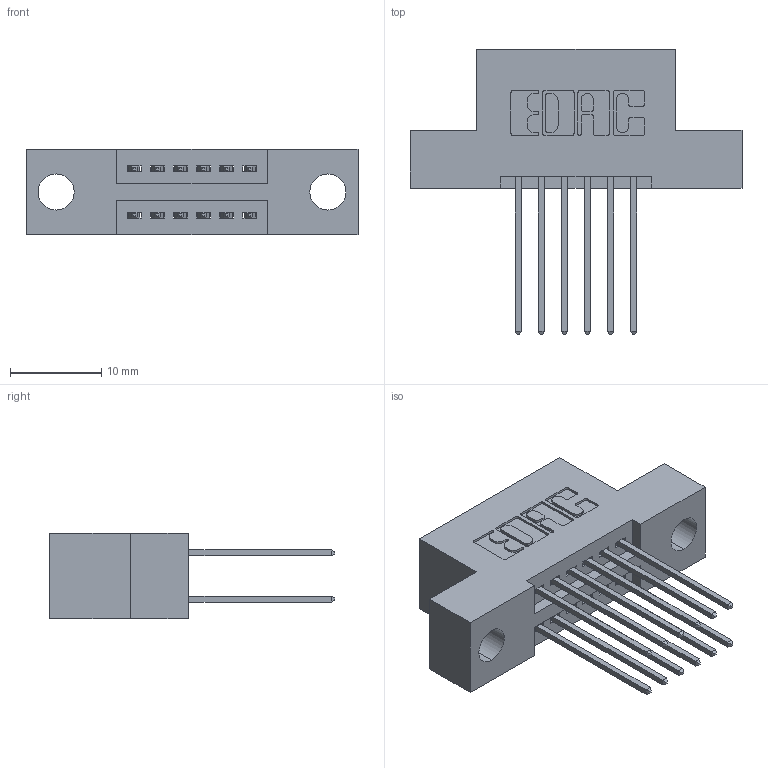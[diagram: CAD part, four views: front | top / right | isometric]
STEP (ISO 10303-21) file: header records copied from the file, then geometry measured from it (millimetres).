
FILE_DESCRIPTION (( 'STEP AP203' ), '1' );
FILE_NAME ('395-012-542-204.STEP', '2021-06-14T17:41:26', ( '' ), ( '' ), 'SwSTEP 2.0', 'SolidWorks 2020', '' );
FILE_SCHEMA (( 'CONFIG_CONTROL_DESIGN' ));
Length unit declared in the file: inch
Products named in the file (3): 395-012-542-204; 345-292-001_345-293-142; 345 Part_Flush Mounting Lugs - 0.156 Dia-TI
Assembly tree (13 placements, depth 2):
  395-012-542-204
    345 Part_Flush Mounting Lugs - 0.156 Dia-TI
    345-292-001_345-293-142  x12
Bounding box: 36.45 x 31.29 x 9.4 mm (x, y, z)
Volume: 3156.5 mm3; surface area: 4081.6 mm2
Topology: 13 solids, 13 shells, 740 faces, 2165 edges, 1426 vertices
Faces by surface type: plane 490, cylinder 250
Entity records: 9991 total; most frequent: CARTESIAN_POINT 1714, ORIENTED_EDGE 1646, DIRECTION 1555, EDGE_CURVE 823, VECTOR 667, LINE 667, VERTEX_POINT 546, AXIS2_PLACEMENT_3D 444
